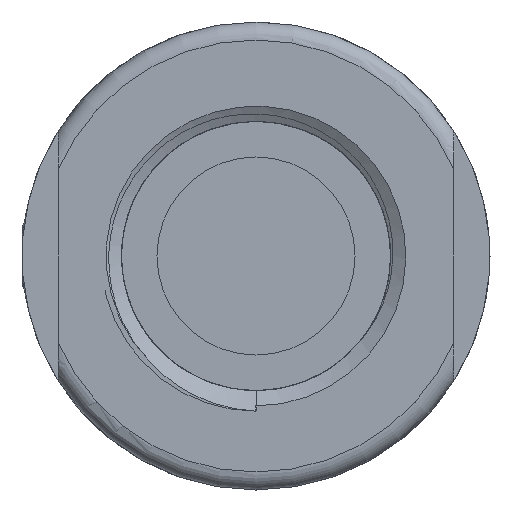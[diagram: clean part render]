
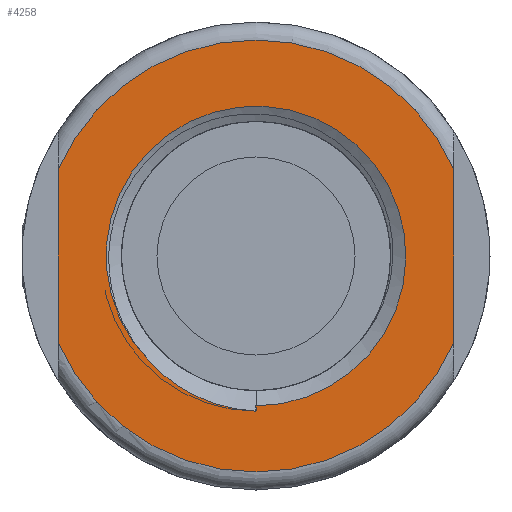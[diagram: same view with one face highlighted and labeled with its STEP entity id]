
A CAD part, left-side view. The second image highlights one B-rep face of the part: STEP entity #4258.
In plain terms, the highlighted planar face has unit normal (-1, 0, 0).
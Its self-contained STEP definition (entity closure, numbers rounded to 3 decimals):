
#138=PLANE('',#4781);
#201=FACE_BOUND('',#1316,.T.);
#377=B_SPLINE_CURVE_WITH_KNOTS('',3,(#14701,#14702,#14703,#14704,#14705,
#14706,#14707,#14708),.UNSPECIFIED.,.F.,.F.,(4,2,2,4),(-0.37,
-0.198,-0.113,0.),
 .UNSPECIFIED.);
#512=LINE('',#14697,#686);
#513=LINE('',#14698,#687);
#514=LINE('',#14700,#688);
#686=VECTOR('',#5854,1000.);
#687=VECTOR('',#5855,1000.);
#688=VECTOR('',#5856,1000.);
#1042=FACE_OUTER_BOUND('',#1315,.T.);
#1315=EDGE_LOOP('',(#3676,#3677,#3678,#3679));
#1316=EDGE_LOOP('',(#3680,#3681,#3682));
#1602=CIRCLE('',#4742,12.);
#1628=CIRCLE('',#4780,8.325);
#1629=CIRCLE('',#4782,12.);
#2047=VERTEX_POINT('',#14486);
#2048=VERTEX_POINT('',#14499);
#2072=VERTEX_POINT('',#14655);
#2073=VERTEX_POINT('',#14657);
#2074=VERTEX_POINT('',#14694);
#2075=VERTEX_POINT('',#14695);
#2076=VERTEX_POINT('',#14699);
#2598=EDGE_CURVE('',#2048,#2047,#1602,.T.);
#2638=EDGE_CURVE('',#2072,#2073,#1628,.T.);
#2640=EDGE_CURVE('',#2074,#2075,#1629,.T.);
#2641=EDGE_CURVE('',#2075,#2048,#512,.T.);
#2642=EDGE_CURVE('',#2047,#2074,#513,.T.);
#2643=EDGE_CURVE('',#2076,#2072,#514,.T.);
#2644=EDGE_CURVE('',#2076,#2073,#377,.T.);
#3676=ORIENTED_EDGE('',*,*,#2640,.T.);
#3677=ORIENTED_EDGE('',*,*,#2641,.T.);
#3678=ORIENTED_EDGE('',*,*,#2598,.T.);
#3679=ORIENTED_EDGE('',*,*,#2642,.T.);
#3680=ORIENTED_EDGE('',*,*,#2643,.F.);
#3681=ORIENTED_EDGE('',*,*,#2644,.T.);
#3682=ORIENTED_EDGE('',*,*,#2638,.F.);
#4258=ADVANCED_FACE('',(#1042,#201),#138,.F.);
#4742=AXIS2_PLACEMENT_3D('',#14500,#5761,#5762);
#4780=AXIS2_PLACEMENT_3D('',#14658,#5848,#5849);
#4781=AXIS2_PLACEMENT_3D('',#14693,#5850,#5851);
#4782=AXIS2_PLACEMENT_3D('',#14696,#5852,#5853);
#5761=DIRECTION('center_axis',(-1.,0.,0.));
#5762=DIRECTION('ref_axis',(0.,0.,
-1.));
#5848=DIRECTION('center_axis',(-1.,0.,0.));
#5849=DIRECTION('ref_axis',(0.,0.,
-1.));
#5850=DIRECTION('center_axis',(1.,0.,0.));
#5851=DIRECTION('ref_axis',(0.,0.,
1.));
#5852=DIRECTION('center_axis',(-1.,0.,0.));
#5853=DIRECTION('ref_axis',(0.,0.,
-1.));
#5854=DIRECTION('',(0.,0.,-1.));
#5855=DIRECTION('',(0.,0.,1.));
#5856=DIRECTION('',(0.,0.,1.));
#14486=CARTESIAN_POINT('',(-19.3,-11.,-4.796));
#14499=CARTESIAN_POINT('',(-19.3,11.,-4.796));
#14500=CARTESIAN_POINT('Origin',(-19.3,0.,
0.));
#14655=CARTESIAN_POINT('',(-19.3,0.,-8.325));
#14657=CARTESIAN_POINT('',(-19.3,5.934,-5.839));
#14658=CARTESIAN_POINT('Origin',(-19.3,0.,
0.));
#14693=CARTESIAN_POINT('Origin',(-19.3,-8.325,0.));
#14694=CARTESIAN_POINT('',(-19.3,-11.,4.796));
#14695=CARTESIAN_POINT('',(-19.3,11.,4.796));
#14696=CARTESIAN_POINT('Origin',(-19.3,0.,
0.));
#14697=CARTESIAN_POINT('',(-19.3,11.,0.));
#14698=CARTESIAN_POINT('',(-19.3,-11.,0.));
#14699=CARTESIAN_POINT('',(-19.3,0.,-8.618));
#14700=CARTESIAN_POINT('',(-19.3,0.,0.));
#14701=CARTESIAN_POINT('Ctrl Pts',(-19.3,0.,
-8.618));
#14702=CARTESIAN_POINT('Ctrl Pts',(-19.3,1.124,-8.572));
#14703=CARTESIAN_POINT('Ctrl Pts',(-19.3,2.228,-8.303));
#14704=CARTESIAN_POINT('Ctrl Pts',(-19.3,3.747,-7.591));
#14705=CARTESIAN_POINT('Ctrl Pts',(-19.3,4.223,-7.309));
#14706=CARTESIAN_POINT('Ctrl Pts',(-19.3,5.265,-6.543));
#14707=CARTESIAN_POINT('Ctrl Pts',(-19.3,5.681,-6.119));
#14708=CARTESIAN_POINT('Ctrl Pts',(-19.3,5.934,-5.839));
